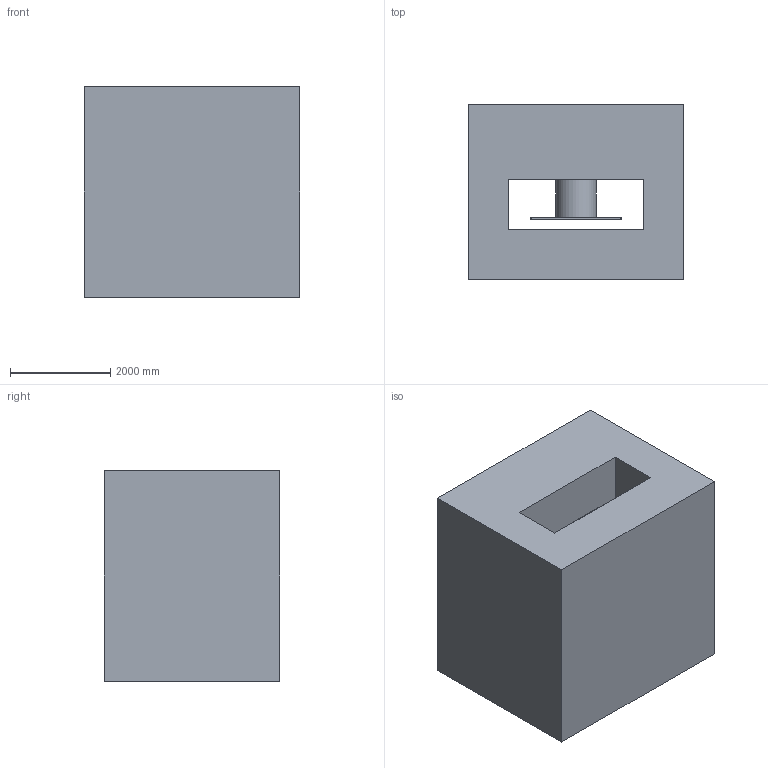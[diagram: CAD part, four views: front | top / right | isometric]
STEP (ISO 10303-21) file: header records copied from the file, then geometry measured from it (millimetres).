
FILE_DESCRIPTION(/* description */ (''),/* implementation_level */ '2;1');
FILE_NAME(/* name */ 'Prensa v0.step',/* time_stamp */ '2024-06-29T14:03:41-05:00',/* author */ (''),/* organization */ (''),/* preprocessor_version */ 'ST-DEVELOPER v20',/* originating_system */ 'Autodesk Translation Framework v13.14.0.145',/* authorisation */ '');
FILE_SCHEMA (('AUTOMOTIVE_DESIGN { 1 0 10303 214 3 1 1 }'));
Length unit declared in the file: millimetre
Products named in the file (1): Prensa
Bounding box: 4300 x 3495 x 4200 mm (x, y, z)
Volume: 52149919770 mm3; surface area: 147564383.5 mm2
Topology: 3 solids, 3 shells, 31 faces, 66 edges, 44 vertices
Faces by surface type: plane 29, cylinder 2
Full cylindrical faces by diameter (mm): 800 x1, 850 x1
Entity records: 859 total; most frequent: CARTESIAN_POINT 142, DIRECTION 134, ORIENTED_EDGE 132, EDGE_CURVE 66, LINE 62, VECTOR 62, VERTEX_POINT 44, EDGE_LOOP 36
